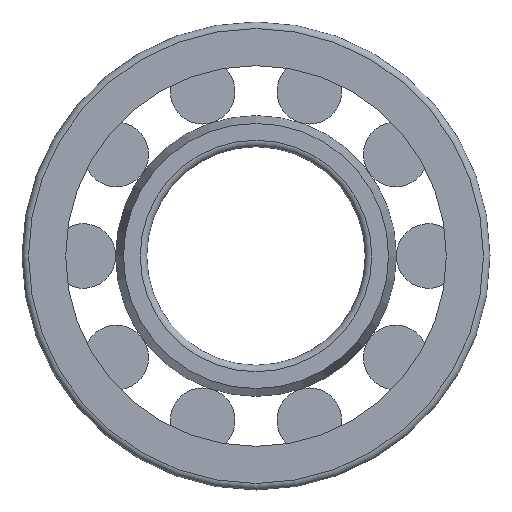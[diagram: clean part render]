
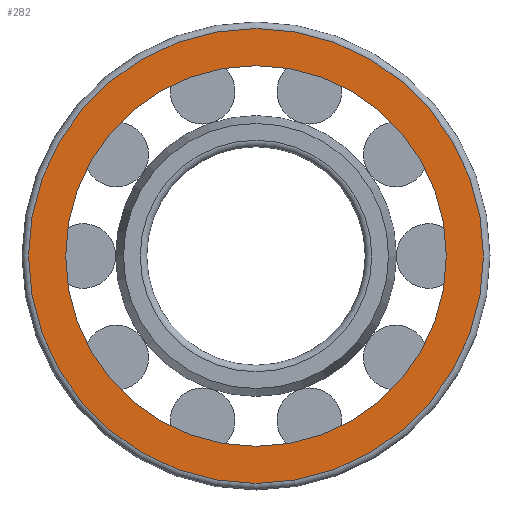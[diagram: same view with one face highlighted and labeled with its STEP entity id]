
A CAD part, left-side view. The second image highlights one B-rep face of the part: STEP entity #282.
In plain terms, the highlighted planar face has unit normal (-1, 0, 0).
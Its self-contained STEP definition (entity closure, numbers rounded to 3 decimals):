
#103=ORIENTED_EDGE('',*,*,#135,.T.);
#104=ORIENTED_EDGE('',*,*,#133,.F.);
#133=EDGE_CURVE('',#153,#153,#173,.T.);
#135=EDGE_CURVE('',#155,#155,#175,.T.);
#153=VERTEX_POINT('',#520);
#155=VERTEX_POINT('',#525);
#173=CIRCLE('',#349,72.9);
#175=CIRCLE('',#352,61.);
#203=EDGE_LOOP('',(#103));
#204=EDGE_LOOP('',(#104));
#243=FACE_BOUND('',#203,.T.);
#244=FACE_BOUND('',#204,.T.);
#267=PLANE('',#351);
#282=ADVANCED_FACE('',(#243,#244),#267,.T.);
#349=AXIS2_PLACEMENT_3D('',#519,#422,#423);
#351=AXIS2_PLACEMENT_3D('',#523,#426,#427);
#352=AXIS2_PLACEMENT_3D('',#524,#428,#429);
#422=DIRECTION('',(1.,0.,0.));
#423=DIRECTION('',(0.,0.,-1.));
#426=DIRECTION('',(-1.,0.,0.));
#427=DIRECTION('',(0.,0.,1.));
#428=DIRECTION('',(1.,0.,0.));
#429=DIRECTION('',(0.,0.,-1.));
#519=CARTESIAN_POINT('',(0.,0.,0.));
#520=CARTESIAN_POINT('',(0.,0.,-72.9));
#523=CARTESIAN_POINT('',(0.,72.9,0.));
#524=CARTESIAN_POINT('',(0.,0.,0.));
#525=CARTESIAN_POINT('',(0.,0.,-61.));
